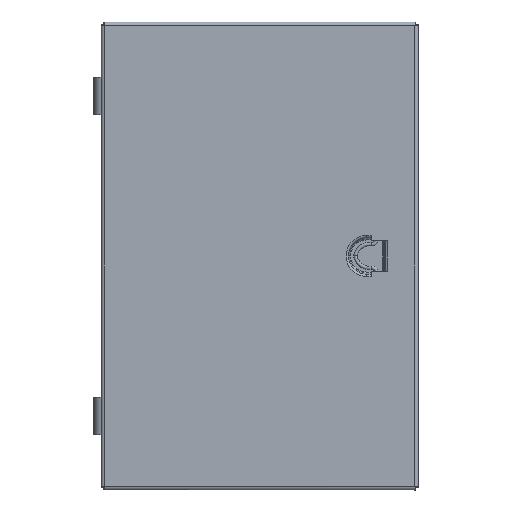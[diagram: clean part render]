
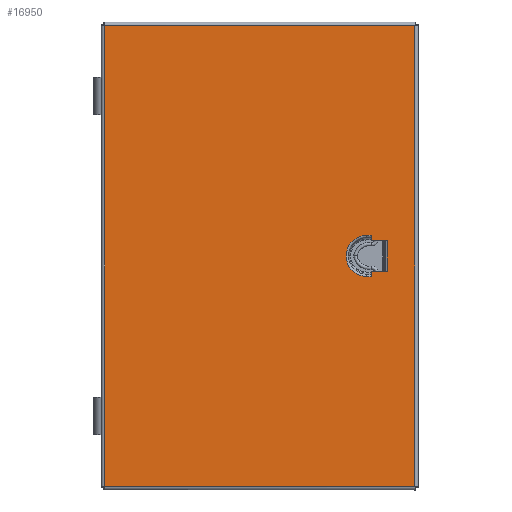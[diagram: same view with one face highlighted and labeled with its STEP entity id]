
A CAD part, top view. The second image highlights one B-rep face of the part: STEP entity #16950.
In plain terms, the highlighted planar face has unit normal (0, 0, 1).
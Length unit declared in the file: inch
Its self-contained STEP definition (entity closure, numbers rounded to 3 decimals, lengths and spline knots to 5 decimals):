
#1833=LINE($,#28450,#3445);
#1837=LINE($,#28461,#3449);
#1838=LINE($,#28470,#3450);
#1841=LINE($,#28476,#3453);
#1842=LINE($,#28478,#3454);
#1844=LINE($,#28482,#3456);
#1848=LINE($,#28488,#3460);
#1856=LINE($,#28515,#3468);
#1871=LINE($,#28614,#3483);
#1885=LINE($,#28712,#3497);
#1899=LINE($,#28809,#3511);
#3445=VECTOR($,#22269,0.8125);
#3449=VECTOR($,#22279,0.115);
#3450=VECTOR($,#22292,0.115);
#3453=VECTOR($,#22297,0.14171);
#3454=VECTOR($,#22300,0.43296);
#3456=VECTOR($,#22304,0.14171);
#3460=VECTOR($,#22310,0.43296);
#3468=VECTOR($,#22326,12.25);
#3483=VECTOR($,#22355,8.25);
#3497=VECTOR($,#22383,12.25);
#3511=VECTOR($,#22411,8.25);
#4112=PLANE($,#18247);
#4573=FACE_BOUND($,#6543,.T.);
#4574=FACE_BOUND($,#6544,.T.);
#6543=EDGE_LOOP($,(#15054,#15055,#15056,#15057,#15058,#15059,#15060,#15061));
#6544=EDGE_LOOP($,(#15062,#15063,#15064,#15065));
#6946=CIRCLE($,#18209,0.54796);
#8289=VERTEX_POINT($,#28443);
#8292=VERTEX_POINT($,#28448);
#8295=VERTEX_POINT($,#28458);
#8296=VERTEX_POINT($,#28460);
#8297=VERTEX_POINT($,#28464);
#8298=VERTEX_POINT($,#28468);
#8300=VERTEX_POINT($,#28474);
#8301=VERTEX_POINT($,#28481);
#8309=VERTEX_POINT($,#28506);
#8310=VERTEX_POINT($,#28514);
#8319=VERTEX_POINT($,#28606);
#8328=VERTEX_POINT($,#28704);
#10425=EDGE_CURVE($,#8292,#8289,#1833,.T.);
#10430=EDGE_CURVE($,#8295,#8296,#1837,.T.);
#10433=EDGE_CURVE($,#8297,#8295,#6946,.T.);
#10435=EDGE_CURVE($,#8298,#8297,#1838,.T.);
#10438=EDGE_CURVE($,#8298,#8300,#1841,.T.);
#10439=EDGE_CURVE($,#8289,#8300,#1842,.T.);
#10441=EDGE_CURVE($,#8296,#8301,#1844,.T.);
#10445=EDGE_CURVE($,#8292,#8301,#1848,.T.);
#10454=EDGE_CURVE($,#8309,#8310,#1856,.T.);
#10473=EDGE_CURVE($,#8319,#8309,#1871,.T.);
#10491=EDGE_CURVE($,#8328,#8319,#1885,.T.);
#10509=EDGE_CURVE($,#8310,#8328,#1899,.T.);
#15054=ORIENTED_EDGE($,*,*,#10445,.T.);
#15055=ORIENTED_EDGE($,*,*,#10441,.F.);
#15056=ORIENTED_EDGE($,*,*,#10430,.F.);
#15057=ORIENTED_EDGE($,*,*,#10433,.F.);
#15058=ORIENTED_EDGE($,*,*,#10435,.F.);
#15059=ORIENTED_EDGE($,*,*,#10438,.T.);
#15060=ORIENTED_EDGE($,*,*,#10439,.F.);
#15061=ORIENTED_EDGE($,*,*,#10425,.F.);
#15062=ORIENTED_EDGE($,*,*,#10491,.F.);
#15063=ORIENTED_EDGE($,*,*,#10509,.F.);
#15064=ORIENTED_EDGE($,*,*,#10454,.F.);
#15065=ORIENTED_EDGE($,*,*,#10473,.F.);
#16950=ADVANCED_FACE($,(#4573,#4574),#4112,.T.);
#18209=AXIS2_PLACEMENT_3D($,#28466,#22286,#22287);
#18247=AXIS2_PLACEMENT_3D($,#28894,#22435,#22436);
#22269=DIRECTION($,(0.,1.,0.));
#22279=DIRECTION($,(1.,0.,0.));
#22286=DIRECTION('center_axis',(0.,0.,1.));
#22287=DIRECTION('ref_axis',(-1.,0.,0.));
#22292=DIRECTION($,(-1.,0.,0.));
#22297=DIRECTION($,(0.,-1.,0.));
#22300=DIRECTION($,(-1.,0.,0.));
#22304=DIRECTION($,(0.,1.,0.));
#22310=DIRECTION($,(-1.,0.,0.));
#22326=DIRECTION($,(0.,1.,0.));
#22355=DIRECTION($,(-1.,0.,0.));
#22383=DIRECTION($,(0.,-1.,0.));
#22411=DIRECTION($,(1.,0.,0.));
#22435=DIRECTION('center_axis',(0.,0.,1.));
#22436=DIRECTION('ref_axis',(1.,0.,0.));
#28443=CARTESIAN_POINT('',(3.39121,0.40625,0.062));
#28448=CARTESIAN_POINT('',(3.39121,-0.40625,0.062));
#28450=CARTESIAN_POINT($,(3.39121,-0.25,0.062));
#28458=CARTESIAN_POINT('',(2.84325,-0.54796,0.062));
#28460=CARTESIAN_POINT('',(2.95825,-0.54796,0.062));
#28461=CARTESIAN_POINT($,(1.42163,-0.54796,0.062));
#28464=CARTESIAN_POINT('',(2.84325,0.54796,0.062));
#28466=CARTESIAN_POINT('Origin',(2.84325,0.,0.062));
#28468=CARTESIAN_POINT('',(2.95825,0.54796,0.062));
#28470=CARTESIAN_POINT($,(1.67163,0.54796,0.062));
#28474=CARTESIAN_POINT('',(2.95825,0.40625,0.062));
#28476=CARTESIAN_POINT($,(2.95825,0.5,0.062));
#28478=CARTESIAN_POINT($,(1.67163,0.40625,0.062));
#28481=CARTESIAN_POINT('',(2.95825,-0.40625,0.062));
#28482=CARTESIAN_POINT($,(2.95825,-0.25,0.062));
#28488=CARTESIAN_POINT($,(3.34325,-0.40625,0.062));
#28506=CARTESIAN_POINT('',(-4.125,-6.125,0.062));
#28514=CARTESIAN_POINT('',(-4.125,6.125,0.062));
#28515=CARTESIAN_POINT($,(-4.125,-6.125,0.062));
#28606=CARTESIAN_POINT('',(4.125,-6.125,0.062));
#28614=CARTESIAN_POINT($,(4.125,-6.125,0.062));
#28704=CARTESIAN_POINT('',(4.125,6.125,0.062));
#28712=CARTESIAN_POINT($,(4.125,6.125,0.062));
#28809=CARTESIAN_POINT($,(-4.125,6.125,0.062));
#28894=CARTESIAN_POINT('Origin',(0.,0.,
0.062));
